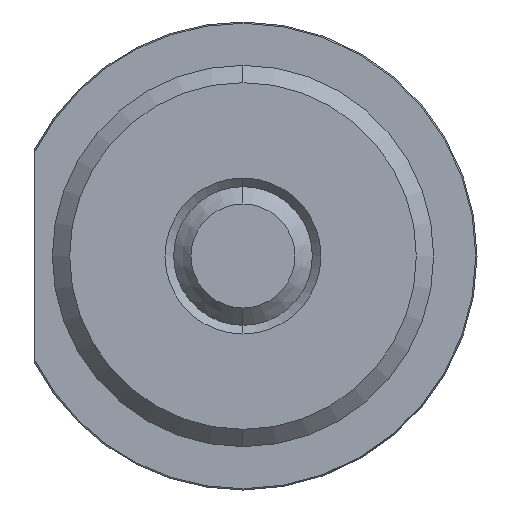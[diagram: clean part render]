
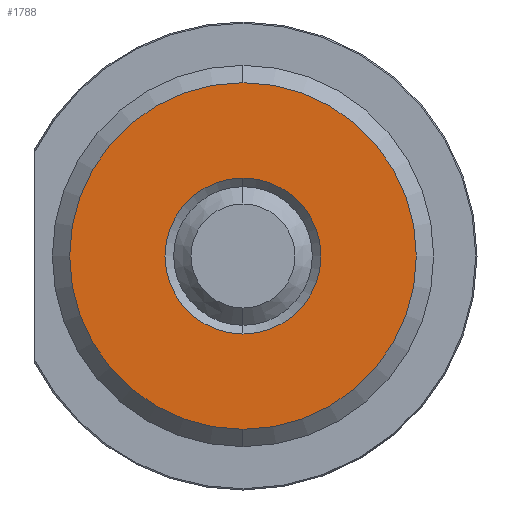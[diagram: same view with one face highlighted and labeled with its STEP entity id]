
A CAD part, left-side view. The second image highlights one B-rep face of the part: STEP entity #1788.
In plain terms, the highlighted planar face has unit normal (-1, 0, 0).
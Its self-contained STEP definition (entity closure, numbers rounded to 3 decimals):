
#59 = EDGE_CURVE ( 'NONE', #616, #612, #1196, .T. ) ;
#102 = EDGE_CURVE ( 'NONE', #643, #644, #1254, .T. ) ;
#151 = EDGE_CURVE ( 'NONE', #612, #616, #1322, .T. ) ;
#153 = EDGE_CURVE ( 'NONE', #644, #643, #1324, .T. ) ;
#229 = AXIS2_PLACEMENT_3D ( 'NONE', #1868, #1873, #1874 ) ;
#252 = AXIS2_PLACEMENT_3D ( 'NONE', #2024, #2025, #2026 ) ;
#275 = AXIS2_PLACEMENT_3D ( 'NONE', #2179, #2188, #2189 ) ;
#278 = AXIS2_PLACEMENT_3D ( 'NONE', #2187, #2194, #2195 ) ;
#349 = AXIS2_PLACEMENT_3D ( 'NONE', #2595, #2601, #2602 ) ;
#522 = ORIENTED_EDGE ( 'NONE', *, *, #59, .T. ) ;
#527 = ORIENTED_EDGE ( 'NONE', *, *, #102, .T. ) ;
#537 = ORIENTED_EDGE ( 'NONE', *, *, #151, .T. ) ;
#541 = ORIENTED_EDGE ( 'NONE', *, *, #153, .T. ) ;
#612 = VERTEX_POINT ( 'NONE', #2375 ) ;
#616 = VERTEX_POINT ( 'NONE', #2372 ) ;
#643 = VERTEX_POINT ( 'NONE', #2407 ) ;
#644 = VERTEX_POINT ( 'NONE', #2408 ) ;
#1074 = EDGE_LOOP ( 'NONE', ( #522, #537 ) ) ;
#1084 = EDGE_LOOP ( 'NONE', ( #541, #527 ) ) ;
#1196 = CIRCLE ( 'NONE', #229, 4.5 ) ;
#1254 = CIRCLE ( 'NONE', #252, 10. ) ;
#1322 = CIRCLE ( 'NONE', #275, 4.5 ) ;
#1324 = CIRCLE ( 'NONE', #278, 10. ) ;
#1475 = FACE_OUTER_BOUND ( 'NONE', #1084, .T. ) ;
#1477 = FACE_BOUND ( 'NONE', #1074, .T. ) ;
#1788 = ADVANCED_FACE ( 'NONE', ( #1477, #1475 ), #2600, .F. ) ;
#1868 = CARTESIAN_POINT ( 'NONE',  ( 0., 0., 0. ) ) ;
#1873 = DIRECTION ( 'NONE',  ( 1., 0., 0. ) ) ;
#1874 = DIRECTION ( 'NONE',  ( 0., 0., -1. ) ) ;
#2024 = CARTESIAN_POINT ( 'NONE',  ( 0., 0., 0. ) ) ;
#2025 = DIRECTION ( 'NONE',  ( -1., 0., 0. ) ) ;
#2026 = DIRECTION ( 'NONE',  ( 0., 0., -1. ) ) ;
#2179 = CARTESIAN_POINT ( 'NONE',  ( 0., 0., 0. ) ) ;
#2187 = CARTESIAN_POINT ( 'NONE',  ( 0., 0., 0. ) ) ;
#2188 = DIRECTION ( 'NONE',  ( 1., 0., 0. ) ) ;
#2189 = DIRECTION ( 'NONE',  ( 0., 0., -1. ) ) ;
#2194 = DIRECTION ( 'NONE',  ( -1., 0., 0. ) ) ;
#2195 = DIRECTION ( 'NONE',  ( 0., 0., -1. ) ) ;
#2372 = CARTESIAN_POINT ( 'NONE',  ( 0., 0., 4.5 ) ) ;
#2375 = CARTESIAN_POINT ( 'NONE',  ( 0., 0., -4.5 ) ) ;
#2407 = CARTESIAN_POINT ( 'NONE',  ( 0., 0., 10. ) ) ;
#2408 = CARTESIAN_POINT ( 'NONE',  ( 0., 0., -10. ) ) ;
#2595 = CARTESIAN_POINT ( 'NONE',  ( 0., 4., 0. ) ) ;
#2600 = PLANE ( 'NONE',  #349 ) ;
#2601 = DIRECTION ( 'NONE',  ( 1., 0., 0. ) ) ;
#2602 = DIRECTION ( 'NONE',  ( 0., 0., -1. ) ) ;
